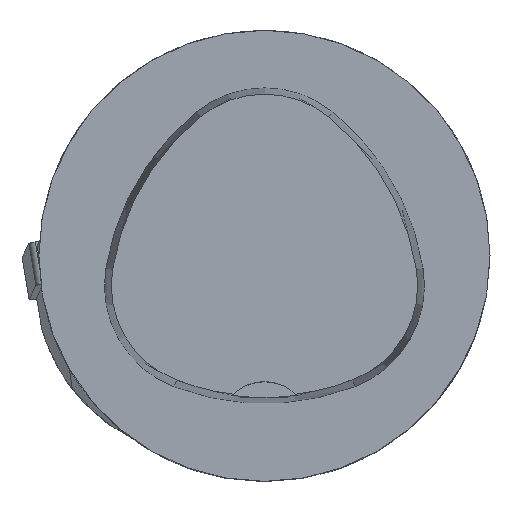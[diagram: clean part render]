
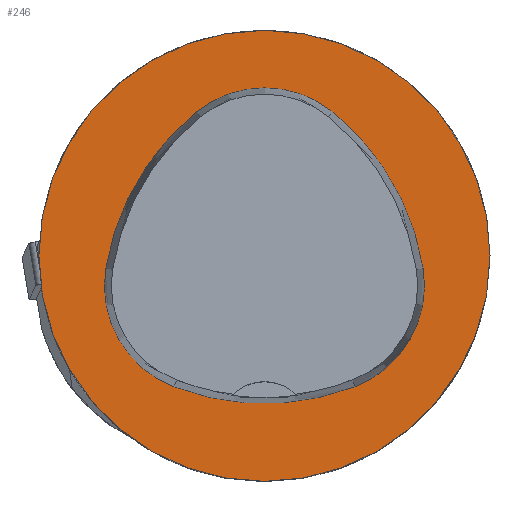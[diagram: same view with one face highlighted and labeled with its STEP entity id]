
A CAD part, top view. The second image highlights one B-rep face of the part: STEP entity #246.
In plain terms, the highlighted planar face has unit normal (0, 0, 1).
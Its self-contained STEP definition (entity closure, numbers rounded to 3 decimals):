
#246=ADVANCED_FACE('',(#501,#502),#304,.T.);
#304=PLANE('',#1450);
#501=FACE_BOUND('',#549,.T.);
#502=FACE_BOUND('',#550,.T.);
#549=EDGE_LOOP('',(#772,#773,#774,#775,#776,#777));
#550=EDGE_LOOP('',(#778));
#772=ORIENTED_EDGE('',*,*,#1177,.T.);
#773=ORIENTED_EDGE('',*,*,#1157,.T.);
#774=ORIENTED_EDGE('',*,*,#1161,.T.);
#775=ORIENTED_EDGE('',*,*,#1164,.T.);
#776=ORIENTED_EDGE('',*,*,#1167,.T.);
#777=ORIENTED_EDGE('',*,*,#1175,.T.);
#778=ORIENTED_EDGE('',*,*,#1148,.F.);
#1014=VERTEX_POINT('',#2196);
#1023=VERTEX_POINT('',#2215);
#1024=VERTEX_POINT('',#2216);
#1027=VERTEX_POINT('',#2224);
#1029=VERTEX_POINT('',#2230);
#1031=VERTEX_POINT('',#2236);
#1038=VERTEX_POINT('',#2257);
#1148=EDGE_CURVE('',#1014,#1014,#1254,.T.);
#1157=EDGE_CURVE('',#1023,#1024,#1255,.T.);
#1161=EDGE_CURVE('',#1024,#1027,#1257,.T.);
#1164=EDGE_CURVE('',#1027,#1029,#1259,.T.);
#1167=EDGE_CURVE('',#1029,#1031,#1261,.T.);
#1175=EDGE_CURVE('',#1031,#1038,#1265,.T.);
#1177=EDGE_CURVE('',#1038,#1023,#1267,.T.);
#1254=CIRCLE('',#1422,25.);
#1255=CIRCLE('',#1428,28.);
#1257=CIRCLE('',#1431,12.);
#1259=CIRCLE('',#1434,28.);
#1261=CIRCLE('',#1437,12.);
#1265=CIRCLE('',#1442,28.);
#1267=CIRCLE('',#1445,12.);
#1422=AXIS2_PLACEMENT_3D('',#2195,#1683,#1684);
#1428=AXIS2_PLACEMENT_3D('',#2214,#1699,#1700);
#1431=AXIS2_PLACEMENT_3D('',#2223,#1707,#1708);
#1434=AXIS2_PLACEMENT_3D('',#2229,#1714,#1715);
#1437=AXIS2_PLACEMENT_3D('',#2235,#1721,#1722);
#1442=AXIS2_PLACEMENT_3D('',#2258,#1733,#1734);
#1445=AXIS2_PLACEMENT_3D('',#2261,#1739,#1740);
#1450=AXIS2_PLACEMENT_3D('',#2266,#1749,#1750);
#1683=DIRECTION('',(0.,0.,-1.));
#1684=DIRECTION('',(-1.,0.,0.));
#1699=DIRECTION('',(0.,0.,-1.));
#1700=DIRECTION('',(-1.,0.,0.));
#1707=DIRECTION('',(0.,0.,-1.));
#1708=DIRECTION('',(-1.,0.,0.));
#1714=DIRECTION('',(0.,0.,-1.));
#1715=DIRECTION('',(-1.,0.,0.));
#1721=DIRECTION('',(0.,0.,-1.));
#1722=DIRECTION('',(-1.,0.,0.));
#1733=DIRECTION('',(0.,0.,-1.));
#1734=DIRECTION('',(-1.,0.,0.));
#1739=DIRECTION('',(0.,0.,-1.));
#1740=DIRECTION('',(-1.,0.,0.));
#1749=DIRECTION('',(0.,0.,1.));
#1750=DIRECTION('',(1.,0.,0.));
#2195=CARTESIAN_POINT('',(0.,0.,
0.));
#2196=CARTESIAN_POINT('',(-25.,0.,0.));
#2214=CARTESIAN_POINT('',(10.068,-5.824,0.));
#2215=CARTESIAN_POINT('',(-17.584,-1.424,0.));
#2216=CARTESIAN_POINT('',(-7.531,15.953,0.));
#2223=CARTESIAN_POINT('',(0.011,6.62,0.));
#2224=CARTESIAN_POINT('',(7.567,15.942,0.));
#2229=CARTESIAN_POINT('',(-10.063,-5.81,0.));
#2230=CARTESIAN_POINT('',(17.59,-1.418,0.));
#2235=CARTESIAN_POINT('',(5.739,-3.3,0.));
#2236=CARTESIAN_POINT('',(10.05,-14.499,0.));
#2257=CARTESIAN_POINT('',(-10.025,-14.516,0.));
#2258=CARTESIAN_POINT('',(-0.01,11.631,0.));
#2261=CARTESIAN_POINT('',(-5.733,-3.31,0.));
#2266=CARTESIAN_POINT('',(0.,0.,
0.));
